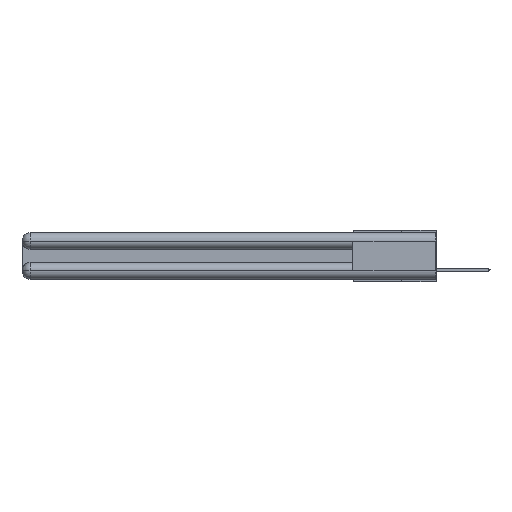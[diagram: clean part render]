
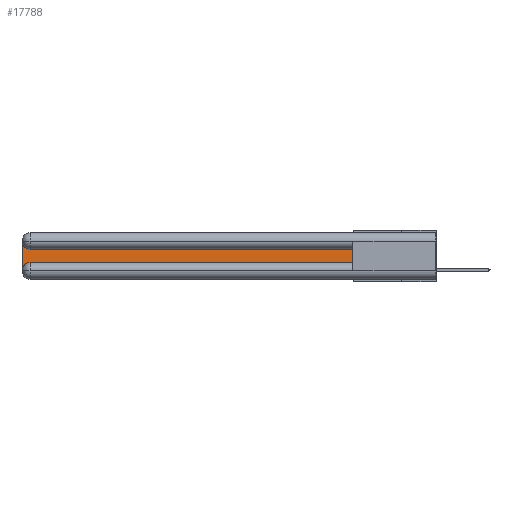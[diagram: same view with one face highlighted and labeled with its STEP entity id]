
A CAD part, left-side view. The second image highlights one B-rep face of the part: STEP entity #17788.
In plain terms, the highlighted planar face has unit normal (-1, 0, 0).
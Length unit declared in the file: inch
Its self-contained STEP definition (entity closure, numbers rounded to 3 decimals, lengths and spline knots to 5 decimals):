
#20 = CARTESIAN_POINT ( 'NONE',  ( 0.075, 3., -0.0625 ) ) ;
#737 = ORIENTED_EDGE ( 'NONE', *, *, #12242, .T. ) ;
#943 = CARTESIAN_POINT ( 'NONE',  ( 0.075, 0.6, -0.1225 ) ) ;
#947 = CARTESIAN_POINT ( 'NONE',  ( 0.075, 3., -0.1225 ) ) ;
#1336 = CARTESIAN_POINT ( 'NONE',  ( 0.075, 0.6, -0.2175 ) ) ;
#1564 = CARTESIAN_POINT ( 'NONE',  ( 0.075, 3., -0.2775 ) ) ;
#1947 = VERTEX_POINT ( 'NONE', #10690 ) ;
#2383 = DIRECTION ( 'NONE',  ( 1., 0., 0. ) ) ;
#2580 = VERTEX_POINT ( 'NONE', #20 ) ;
#2825 = DIRECTION ( 'NONE',  ( 0., -1., 0. ) ) ;
#3058 = VECTOR ( 'NONE', #2825, 39.37008 ) ;
#3097 = DIRECTION ( 'NONE',  ( 1., 0., 0. ) ) ;
#3446 = CARTESIAN_POINT ( 'NONE',  ( 0.075, 2.94, -0.1225 ) ) ;
#3603 = ORIENTED_EDGE ( 'NONE', *, *, #7836, .T. ) ;
#4576 = VECTOR ( 'NONE', #28657, 39.37008 ) ;
#5424 = ORIENTED_EDGE ( 'NONE', *, *, #5761, .T. ) ;
#5761 = EDGE_CURVE ( 'NONE', #1947, #25743, #22387, .T. ) ;
#7836 = EDGE_CURVE ( 'NONE', #25743, #2580, #10935, .T. ) ;
#7949 = DIRECTION ( 'NONE',  ( 0., 0., -1. ) ) ;
#8353 = CIRCLE ( 'NONE', #23855, 0.06 ) ;
#8358 = ORIENTED_EDGE ( 'NONE', *, *, #20766, .T. ) ;
#9271 = DIRECTION ( 'NONE',  ( 0., 0., -1. ) ) ;
#10119 = CARTESIAN_POINT ( 'NONE',  ( 0.075, 0.6, -0.2175 ) ) ;
#10690 = CARTESIAN_POINT ( 'NONE',  ( 0.075, 0.6, -0.1225 ) ) ;
#10737 = AXIS2_PLACEMENT_3D ( 'NONE', #947, #3097, #7949 ) ;
#10840 = FACE_OUTER_BOUND ( 'NONE', #30019, .T. ) ;
#10935 = CIRCLE ( 'NONE', #28185, 0.06 ) ;
#11964 = EDGE_CURVE ( 'NONE', #2580, #12541, #13965, .T. ) ;
#12242 = EDGE_CURVE ( 'NONE', #13171, #1947, #15028, .T. ) ;
#12483 = VECTOR ( 'NONE', #17765, 39.37008 ) ;
#12541 = VERTEX_POINT ( 'NONE', #1564 ) ;
#13171 = VERTEX_POINT ( 'NONE', #10119 ) ;
#13951 = DIRECTION ( 'NONE',  ( 1., 0., 0. ) ) ;
#13965 = LINE ( 'NONE', #27056, #12483 ) ;
#15028 = LINE ( 'NONE', #1336, #25236 ) ;
#17090 = EDGE_CURVE ( 'NONE', #12541, #19147, #8353, .T. ) ;
#17412 = PLANE ( 'NONE',  #10737 ) ;
#17765 = DIRECTION ( 'NONE',  ( 0., 0., -1. ) ) ;
#17788 = ADVANCED_FACE ( 'NONE', ( #10840 ), #17412, .F. ) ;
#19147 = VERTEX_POINT ( 'NONE', #21647 ) ;
#19713 = DIRECTION ( 'NONE',  ( 0., 0., 1. ) ) ;
#20122 = ORIENTED_EDGE ( 'NONE', *, *, #17090, .T. ) ;
#20766 = EDGE_CURVE ( 'NONE', #19147, #13171, #28933, .T. ) ;
#21607 = CARTESIAN_POINT ( 'NONE',  ( 0.075, 0.6, -0.2175 ) ) ;
#21647 = CARTESIAN_POINT ( 'NONE',  ( 0.075, 2.94, -0.2175 ) ) ;
#22387 = LINE ( 'NONE', #943, #4576 ) ;
#23238 = CARTESIAN_POINT ( 'NONE',  ( 0.075, 2.94, -0.0625 ) ) ;
#23855 = AXIS2_PLACEMENT_3D ( 'NONE', #27788, #13951, #27992 ) ;
#25236 = VECTOR ( 'NONE', #19713, 39.37008 ) ;
#25743 = VERTEX_POINT ( 'NONE', #3446 ) ;
#27056 = CARTESIAN_POINT ( 'NONE',  ( 0.075, 3., -0.2175 ) ) ;
#27788 = CARTESIAN_POINT ( 'NONE',  ( 0.075, 2.94, -0.2775 ) ) ;
#27992 = DIRECTION ( 'NONE',  ( 0., 0., -1. ) ) ;
#28185 = AXIS2_PLACEMENT_3D ( 'NONE', #23238, #2383, #9271 ) ;
#28657 = DIRECTION ( 'NONE',  ( 0., 1., 0. ) ) ;
#28933 = LINE ( 'NONE', #21607, #3058 ) ;
#28935 = ORIENTED_EDGE ( 'NONE', *, *, #11964, .T. ) ;
#30019 = EDGE_LOOP ( 'NONE', ( #5424, #3603, #28935, #20122, #8358, #737 ) ) ;
